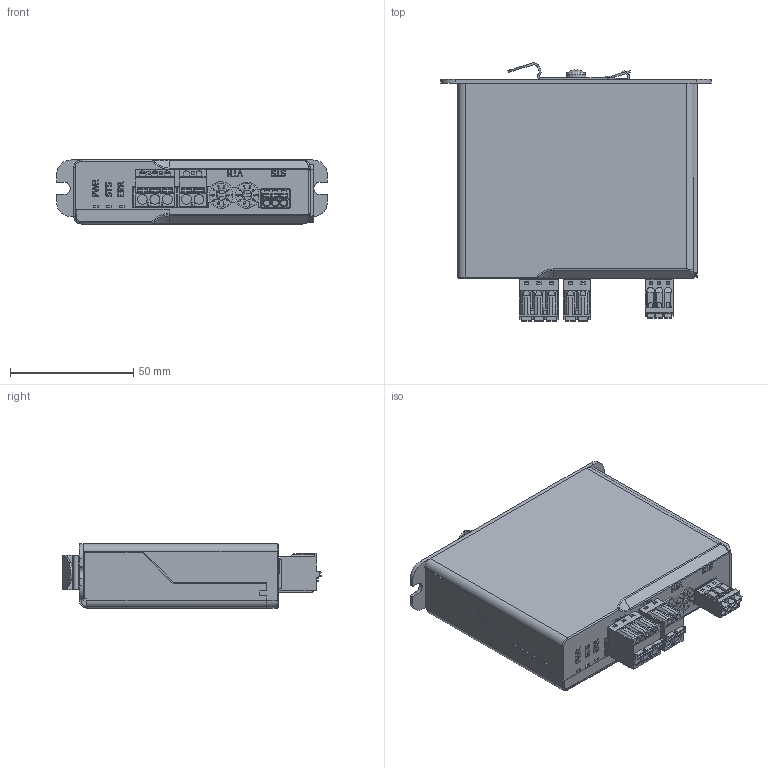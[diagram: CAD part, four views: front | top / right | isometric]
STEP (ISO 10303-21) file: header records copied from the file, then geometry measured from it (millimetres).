
FILE_DESCRIPTION(/* description */ (''),/* implementation_level */ '2;1');
FILE_NAME(/* name */ 'Bauteil1.stp',/* time_stamp */ '2022-09-20T13:49:41+02:00',/* author */ ('patrick.rehse'),/* organization */ (''),/* preprocessor_version */ 'ST-DEVELOPER v17.2',/* originating_system */ 'Autodesk Inventor 2019',/* authorisation */ '');
FILE_SCHEMA (('AUTOMOTIVE_DESIGN { 1 0 10303 214 3 1 1 }'));
Products named in the file (1): Bauteil1
Bounding box: 110 x 104.88 x 26 mm (x, y, z)
Volume: 213756.8 mm3; surface area: 35941.2 mm2
Topology: 11 solids, 13 shells, 2430 faces, 6791 edges, 4450 vertices
Faces by surface type: plane 1910, cylinder 246, bspline 204, cone 44, torus 25, sphere 1
Full cylindrical faces by diameter (mm): 2.693 x2, 2.75 x5, 3 x9, 3.621 x1, 4 x4, 4.1 x2, 4.2 x1, 4.6 x2, 5.38 x1, 5.4 x1, 5.5 x2
Entity records: 89887 total; most frequent: CARTESIAN_POINT 25657, ORIENTED_EDGE 13544, DIRECTION 11513, EDGE_CURVE 6784, LINE 5577, VECTOR 5577, VERTEX_POINT 4450, AXIS2_PLACEMENT_3D 2968
